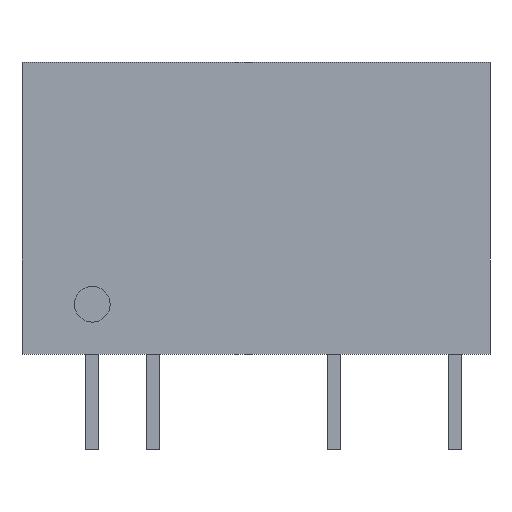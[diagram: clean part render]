
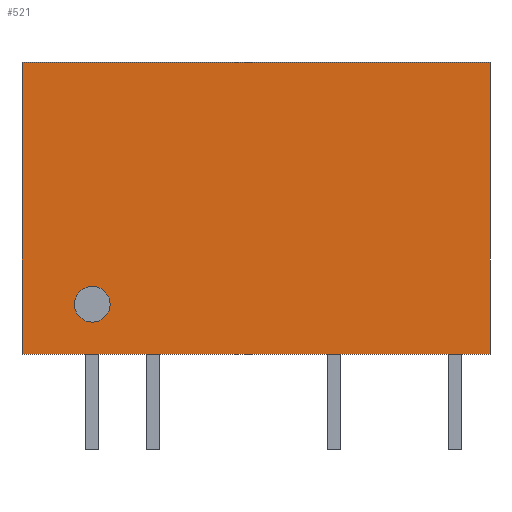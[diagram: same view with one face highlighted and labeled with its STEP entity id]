
A CAD part, front view. The second image highlights one B-rep face of the part: STEP entity #521.
In plain terms, the highlighted planar face has unit normal (0, -1, 0).
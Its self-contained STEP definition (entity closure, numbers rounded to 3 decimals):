
#16=FACE_BOUND($,#96,.T.);
#19=CIRCLE($,#568,0.75);
#59=FACE_OUTER_BOUND($,#95,.T.);
#95=EDGE_LOOP($,(#436,#437,#438,#439));
#96=EDGE_LOOP($,(#440));
#154=LINE($,#837,#214);
#157=LINE($,#843,#217);
#158=LINE($,#845,#218);
#159=LINE($,#846,#219);
#214=VECTOR($,#690,12.25);
#217=VECTOR($,#695,19.65);
#218=VECTOR($,#696,12.25);
#219=VECTOR($,#697,19.65);
#258=VERTEX_POINT($,#829);
#260=VERTEX_POINT($,#834);
#261=VERTEX_POINT($,#836);
#263=VERTEX_POINT($,#842);
#264=VERTEX_POINT($,#844);
#318=EDGE_CURVE($,#258,#258,#19,.T.);
#320=EDGE_CURVE($,#261,#260,#154,.T.);
#323=EDGE_CURVE($,#260,#263,#157,.T.);
#324=EDGE_CURVE($,#264,#263,#158,.T.);
#325=EDGE_CURVE($,#261,#264,#159,.T.);
#436=ORIENTED_EDGE($,*,*,#323,.T.);
#437=ORIENTED_EDGE($,*,*,#324,.F.);
#438=ORIENTED_EDGE($,*,*,#325,.F.);
#439=ORIENTED_EDGE($,*,*,#320,.T.);
#440=ORIENTED_EDGE($,*,*,#318,.T.);
#487=PLANE($,#571);
#521=ADVANCED_FACE($,(#59,#16),#487,.T.);
#568=AXIS2_PLACEMENT_3D($,#830,#683,#684);
#571=AXIS2_PLACEMENT_3D($,#841,#693,#694);
#683=DIRECTION('center_axis',(0.,1.,0.));
#684=DIRECTION('ref_axis',(1.,0.,0.));
#690=DIRECTION($,(0.,0.,1.));
#693=DIRECTION('center_axis',(0.,-1.,0.));
#694=DIRECTION('ref_axis',(0.,0.,-1.));
#695=DIRECTION($,(-1.,0.,0.));
#696=DIRECTION($,(0.,0.,1.));
#697=DIRECTION($,(-1.,0.,0.));
#829=CARTESIAN_POINT('',(-6.125,-4.975,2.5));
#830=CARTESIAN_POINT('Origin',(-6.875,-4.975,2.5));
#834=CARTESIAN_POINT('',(9.825,-4.975,12.65));
#836=CARTESIAN_POINT('',(9.825,-4.975,0.4));
#837=CARTESIAN_POINT($,(9.825,-4.975,0.4));
#841=CARTESIAN_POINT('Origin',(9.825,-4.975,0.4));
#842=CARTESIAN_POINT('',(-9.825,-4.975,12.65));
#843=CARTESIAN_POINT($,(9.825,-4.975,12.65));
#844=CARTESIAN_POINT('',(-9.825,-4.975,0.4));
#845=CARTESIAN_POINT($,(-9.825,-4.975,0.4));
#846=CARTESIAN_POINT($,(9.825,-4.975,0.4));
